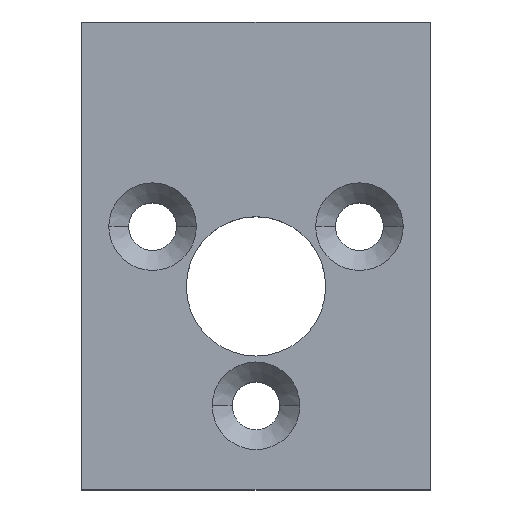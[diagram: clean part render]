
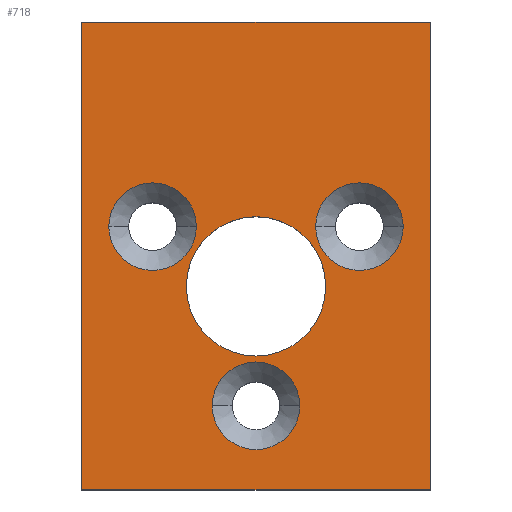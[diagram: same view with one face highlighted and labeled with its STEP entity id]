
A CAD part, top view. The second image highlights one B-rep face of the part: STEP entity #718.
In plain terms, the highlighted planar face has unit normal (0, 0, 1).
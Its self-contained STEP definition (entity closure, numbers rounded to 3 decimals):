
#11 = DIRECTION ( 'NONE',  ( 1., 0., 0. ) ) ;
#17 = CARTESIAN_POINT ( 'NONE',  ( -3.5, -1.53, 3. ) ) ;
#18 = VERTEX_POINT ( 'NONE', #66 ) ;
#23 = CARTESIAN_POINT ( 'NONE',  ( 0., -7.53, 3. ) ) ;
#29 = PLANE ( 'NONE',  #416 ) ;
#43 = DIRECTION ( 'NONE',  ( 0., 0., -1. ) ) ;
#44 = EDGE_CURVE ( 'NONE', #562, #601, #297, .T. ) ;
#55 = CIRCLE ( 'NONE', #816, 2.2 ) ;
#57 = AXIS2_PLACEMENT_3D ( 'NONE', #23, #366, #224 ) ;
#64 = CARTESIAN_POINT ( 'NONE',  ( 5.196, 1.47, 3. ) ) ;
#66 = CARTESIAN_POINT ( 'NONE',  ( -8.75, -11.75, 3. ) ) ;
#67 = EDGE_CURVE ( 'NONE', #521, #18, #695, .T. ) ;
#78 = CARTESIAN_POINT ( 'NONE',  ( -8.75, -11.75, 3. ) ) ;
#81 = EDGE_CURVE ( 'NONE', #582, #680, #346, .T. ) ;
#84 = DIRECTION ( 'NONE',  ( 0., 0., 1. ) ) ;
#87 = VECTOR ( 'NONE', #351, 1000. ) ;
#96 = VECTOR ( 'NONE', #826, 1000. ) ;
#99 = CIRCLE ( 'NONE', #646, 2.2 ) ;
#103 = FACE_BOUND ( 'NONE', #569, .T. ) ;
#112 = VERTEX_POINT ( 'NONE', #838 ) ;
#115 = EDGE_LOOP ( 'NONE', ( #817, #870 ) ) ;
#122 = DIRECTION ( 'NONE',  ( 1., 0., 0. ) ) ;
#125 = DIRECTION ( 'NONE',  ( 0., 0., 1. ) ) ;
#129 = CARTESIAN_POINT ( 'NONE',  ( -8.75, -11.75, 3. ) ) ;
#139 = AXIS2_PLACEMENT_3D ( 'NONE', #623, #358, #11 ) ;
#151 = CARTESIAN_POINT ( 'NONE',  ( 2.996, 1.47, 3. ) ) ;
#152 = ORIENTED_EDGE ( 'NONE', *, *, #570, .F. ) ;
#153 = CIRCLE ( 'NONE', #890, 3.5 ) ;
#163 = ORIENTED_EDGE ( 'NONE', *, *, #399, .T. ) ;
#171 = FACE_BOUND ( 'NONE', #421, .T. ) ;
#189 = VERTEX_POINT ( 'NONE', #17 ) ;
#190 = LINE ( 'NONE', #604, #263 ) ;
#220 = ORIENTED_EDGE ( 'NONE', *, *, #525, .F. ) ;
#224 = DIRECTION ( 'NONE',  ( 1., 0., 0. ) ) ;
#262 = ORIENTED_EDGE ( 'NONE', *, *, #523, .F. ) ;
#263 = VECTOR ( 'NONE', #466, 1000. ) ;
#273 = CARTESIAN_POINT ( 'NONE',  ( -5.196, 1.47, 3. ) ) ;
#293 = VERTEX_POINT ( 'NONE', #796 ) ;
#297 = CIRCLE ( 'NONE', #535, 2.2 ) ;
#324 = CARTESIAN_POINT ( 'NONE',  ( 0., -1.53, 3. ) ) ;
#335 = CARTESIAN_POINT ( 'NONE',  ( 8.75, -11.75, 3. ) ) ;
#342 = ORIENTED_EDGE ( 'NONE', *, *, #81, .F. ) ;
#343 = AXIS2_PLACEMENT_3D ( 'NONE', #468, #737, #122 ) ;
#346 = CIRCLE ( 'NONE', #57, 2.2 ) ;
#351 = DIRECTION ( 'NONE',  ( 0., -1., 0. ) ) ;
#352 = VERTEX_POINT ( 'NONE', #868 ) ;
#358 = DIRECTION ( 'NONE',  ( 0., 0., 1. ) ) ;
#366 = DIRECTION ( 'NONE',  ( 0., 0., 1. ) ) ;
#385 = FACE_BOUND ( 'NONE', #115, .T. ) ;
#396 = DIRECTION ( 'NONE',  ( 0., 0., 1. ) ) ;
#398 = VERTEX_POINT ( 'NONE', #811 ) ;
#399 = EDGE_CURVE ( 'NONE', #112, #293, #821, .T. ) ;
#405 = CARTESIAN_POINT ( 'NONE',  ( 5.196, 1.47, 3. ) ) ;
#416 = AXIS2_PLACEMENT_3D ( 'NONE', #659, #43, #527 ) ;
#421 = EDGE_LOOP ( 'NONE', ( #342, #220 ) ) ;
#423 = DIRECTION ( 'NONE',  ( 1., 0., 0. ) ) ;
#427 = CARTESIAN_POINT ( 'NONE',  ( 7.396, 1.47, 3. ) ) ;
#446 = CIRCLE ( 'NONE', #343, 2.2 ) ;
#466 = DIRECTION ( 'NONE',  ( -1., 0., 0. ) ) ;
#467 = EDGE_CURVE ( 'NONE', #398, #657, #99, .T. ) ;
#468 = CARTESIAN_POINT ( 'NONE',  ( -5.196, 1.47, 3. ) ) ;
#486 = CIRCLE ( 'NONE', #799, 2.2 ) ;
#492 = CARTESIAN_POINT ( 'NONE',  ( 0., -7.53, 3. ) ) ;
#521 = VERTEX_POINT ( 'NONE', #883 ) ;
#523 = EDGE_CURVE ( 'NONE', #657, #398, #446, .T. ) ;
#525 = EDGE_CURVE ( 'NONE', #680, #582, #55, .T. ) ;
#527 = DIRECTION ( 'NONE',  ( -1., 0., 0. ) ) ;
#535 = AXIS2_PLACEMENT_3D ( 'NONE', #405, #684, #827 ) ;
#538 = LINE ( 'NONE', #129, #830 ) ;
#555 = DIRECTION ( 'NONE',  ( 0., 0., 1. ) ) ;
#557 = ORIENTED_EDGE ( 'NONE', *, *, #467, .F. ) ;
#562 = VERTEX_POINT ( 'NONE', #427 ) ;
#569 = EDGE_LOOP ( 'NONE', ( #557, #262 ) ) ;
#570 = EDGE_CURVE ( 'NONE', #189, #352, #861, .T. ) ;
#582 = VERTEX_POINT ( 'NONE', #760 ) ;
#601 = VERTEX_POINT ( 'NONE', #151 ) ;
#604 = CARTESIAN_POINT ( 'NONE',  ( -8.75, 11.75, 3. ) ) ;
#607 = EDGE_LOOP ( 'NONE', ( #152, #700 ) ) ;
#618 = DIRECTION ( 'NONE',  ( 1., 0., 0. ) ) ;
#623 = CARTESIAN_POINT ( 'NONE',  ( 0., -1.53, 3. ) ) ;
#646 = AXIS2_PLACEMENT_3D ( 'NONE', #273, #555, #747 ) ;
#654 = FACE_OUTER_BOUND ( 'NONE', #744, .T. ) ;
#657 = VERTEX_POINT ( 'NONE', #717 ) ;
#659 = CARTESIAN_POINT ( 'NONE',  ( 0., 0., 3. ) ) ;
#680 = VERTEX_POINT ( 'NONE', #862 ) ;
#684 = DIRECTION ( 'NONE',  ( 0., 0., 1. ) ) ;
#695 = LINE ( 'NONE', #78, #87 ) ;
#700 = ORIENTED_EDGE ( 'NONE', *, *, #867, .F. ) ;
#717 = CARTESIAN_POINT ( 'NONE',  ( -7.396, 1.47, 3. ) ) ;
#718 = ADVANCED_FACE ( 'NONE', ( #171, #103, #385, #654, #724 ), #29, .F. ) ;
#724 = FACE_BOUND ( 'NONE', #607, .T. ) ;
#737 = DIRECTION ( 'NONE',  ( 0., 0., 1. ) ) ;
#741 = DIRECTION ( 'NONE',  ( 1., 0., 0. ) ) ;
#744 = EDGE_LOOP ( 'NONE', ( #163, #775, #819, #873 ) ) ;
#747 = DIRECTION ( 'NONE',  ( 1., 0., 0. ) ) ;
#760 = CARTESIAN_POINT ( 'NONE',  ( 2.2, -7.53, 3. ) ) ;
#775 = ORIENTED_EDGE ( 'NONE', *, *, #798, .T. ) ;
#796 = CARTESIAN_POINT ( 'NONE',  ( 8.75, 11.75, 3. ) ) ;
#798 = EDGE_CURVE ( 'NONE', #293, #521, #190, .T. ) ;
#799 = AXIS2_PLACEMENT_3D ( 'NONE', #64, #396, #741 ) ;
#810 = DIRECTION ( 'NONE',  ( 1., 0., 0. ) ) ;
#811 = CARTESIAN_POINT ( 'NONE',  ( -2.996, 1.47, 3. ) ) ;
#816 = AXIS2_PLACEMENT_3D ( 'NONE', #492, #84, #423 ) ;
#817 = ORIENTED_EDGE ( 'NONE', *, *, #44, .F. ) ;
#819 = ORIENTED_EDGE ( 'NONE', *, *, #67, .T. ) ;
#821 = LINE ( 'NONE', #335, #96 ) ;
#825 = EDGE_CURVE ( 'NONE', #18, #112, #538, .T. ) ;
#826 = DIRECTION ( 'NONE',  ( 0., 1., 0. ) ) ;
#827 = DIRECTION ( 'NONE',  ( 1., 0., 0. ) ) ;
#830 = VECTOR ( 'NONE', #810, 1000. ) ;
#838 = CARTESIAN_POINT ( 'NONE',  ( 8.75, -11.75, 3. ) ) ;
#852 = EDGE_CURVE ( 'NONE', #601, #562, #486, .T. ) ;
#861 = CIRCLE ( 'NONE', #139, 3.5 ) ;
#862 = CARTESIAN_POINT ( 'NONE',  ( -2.2, -7.53, 3. ) ) ;
#867 = EDGE_CURVE ( 'NONE', #352, #189, #153, .T. ) ;
#868 = CARTESIAN_POINT ( 'NONE',  ( 3.5, -1.53, 3. ) ) ;
#870 = ORIENTED_EDGE ( 'NONE', *, *, #852, .F. ) ;
#873 = ORIENTED_EDGE ( 'NONE', *, *, #825, .T. ) ;
#883 = CARTESIAN_POINT ( 'NONE',  ( -8.75, 11.75, 3. ) ) ;
#890 = AXIS2_PLACEMENT_3D ( 'NONE', #324, #125, #618 ) ;
